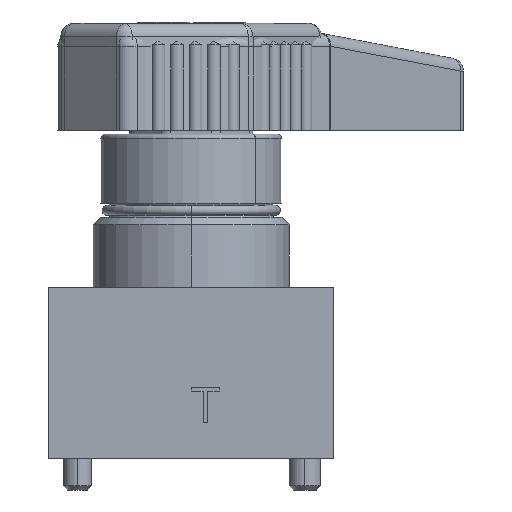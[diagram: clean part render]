
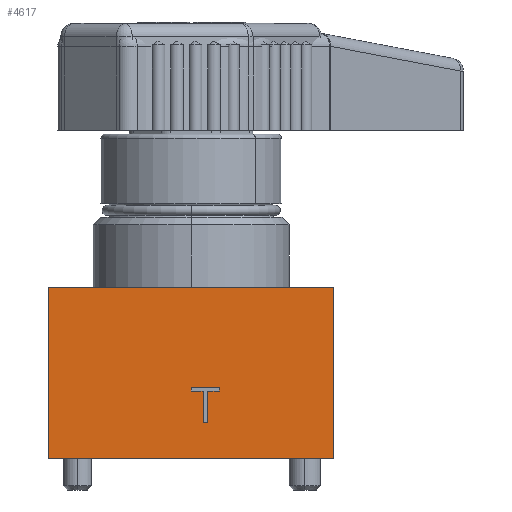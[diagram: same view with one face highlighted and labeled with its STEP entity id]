
A CAD part, front view. The second image highlights one B-rep face of the part: STEP entity #4617.
In plain terms, the highlighted planar face has unit normal (0, -1, 0).
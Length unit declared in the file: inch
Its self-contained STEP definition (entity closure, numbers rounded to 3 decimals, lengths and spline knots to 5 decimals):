
#176=DIRECTION('',(0.,0.,1.));
#177=VECTOR('',#176,1.2);
#178=CARTESIAN_POINT('',(0.,0.,0.));
#179=LINE('',#178,#177);
#240=DIRECTION('',(1.,0.,0.));
#241=VECTOR('',#240,2.);
#242=CARTESIAN_POINT('',(-2.,0.,0.));
#243=LINE('',#242,#241);
#328=DIRECTION('',(0.,0.,-1.));
#329=VECTOR('',#328,1.2);
#330=CARTESIAN_POINT('',(-2.,0.,1.2));
#331=LINE('',#330,#329);
#555=DIRECTION('',(1.,0.,0.));
#556=VECTOR('',#555,2.);
#557=CARTESIAN_POINT('',(-2.,0.,1.2));
#558=LINE('',#557,#556);
#1203=DIRECTION('',(-1.,0.,0.));
#1204=VECTOR('',#1203,0.19792);
#1205=CARTESIAN_POINT('',(-0.80208,0.,0.5));
#1206=LINE('',#1205,#1204);
#1207=DIRECTION('',(0.,0.,-1.));
#1208=VECTOR('',#1207,0.0266);
#1209=CARTESIAN_POINT('',(-1.,0.,0.5));
#1210=LINE('',#1209,#1208);
#1211=DIRECTION('',(1.,0.,0.));
#1212=VECTOR('',#1211,0.08333);
#1213=CARTESIAN_POINT('',(-1.,0.,0.4734));
#1214=LINE('',#1213,#1212);
#1215=DIRECTION('',(0.,0.,-1.));
#1216=VECTOR('',#1215,0.2234);
#1217=CARTESIAN_POINT('',(-0.91667,0.,0.4734));
#1218=LINE('',#1217,#1216);
#1219=DIRECTION('',(1.,0.,0.));
#1220=VECTOR('',#1219,0.03125);
#1221=CARTESIAN_POINT('',(-0.91667,0.,0.25));
#1222=LINE('',#1221,#1220);
#1223=DIRECTION('',(0.,0.,1.));
#1224=VECTOR('',#1223,0.2234);
#1225=CARTESIAN_POINT('',(-0.88542,0.,0.25));
#1226=LINE('',#1225,#1224);
#1227=DIRECTION('',(1.,0.,0.));
#1228=VECTOR('',#1227,0.08333);
#1229=CARTESIAN_POINT('',(-0.88542,0.,0.4734));
#1230=LINE('',#1229,#1228);
#1231=DIRECTION('',(0.,0.,1.));
#1232=VECTOR('',#1231,0.0266);
#1233=CARTESIAN_POINT('',(-0.80208,0.,0.4734));
#1234=LINE('',#1233,#1232);
#2415=CARTESIAN_POINT('',(0.,0.,0.));
#2417=VERTEX_POINT('',#2415);
#2421=CARTESIAN_POINT('',(-2.,0.,0.));
#2422=VERTEX_POINT('',#2421);
#2507=CARTESIAN_POINT('',(-2.,0.,1.2));
#2508=CARTESIAN_POINT('',(0.,0.,1.2));
#2509=VERTEX_POINT('',#2507);
#2510=VERTEX_POINT('',#2508);
#3127=CARTESIAN_POINT('',(-0.80208,0.,0.5));
#3128=CARTESIAN_POINT('',(-1.,0.,0.5));
#3129=VERTEX_POINT('',#3127);
#3130=VERTEX_POINT('',#3128);
#3131=CARTESIAN_POINT('',(-1.,0.,0.4734));
#3132=VERTEX_POINT('',#3131);
#3133=CARTESIAN_POINT('',(-0.91667,0.,0.4734));
#3134=VERTEX_POINT('',#3133);
#3135=CARTESIAN_POINT('',(-0.91667,0.,0.25));
#3136=VERTEX_POINT('',#3135);
#3137=CARTESIAN_POINT('',(-0.88542,0.,0.25));
#3138=VERTEX_POINT('',#3137);
#3139=CARTESIAN_POINT('',(-0.88542,0.,0.4734));
#3140=VERTEX_POINT('',#3139);
#3141=CARTESIAN_POINT('',(-0.80208,0.,0.4734));
#3142=VERTEX_POINT('',#3141);
#4588=CARTESIAN_POINT('',(-2.,0.,0.));
#4589=DIRECTION('',(0.,-1.,0.));
#4590=DIRECTION('',(1.,0.,0.));
#4591=AXIS2_PLACEMENT_3D('',#4588,#4589,#4590);
#4592=PLANE('',#4591);
#4593=ORIENTED_EDGE('',*,*,#3373,.F.);
#4594=ORIENTED_EDGE('',*,*,#3487,.T.);
#4595=ORIENTED_EDGE('',*,*,#3262,.F.);
#4596=ORIENTED_EDGE('',*,*,#3312,.F.);
#4597=EDGE_LOOP('',(#4593,#4594,#4595,#4596));
#4598=FACE_OUTER_BOUND('',#4597,.F.);
#4600=ORIENTED_EDGE('',*,*,#4599,.T.);
#4602=ORIENTED_EDGE('',*,*,#4601,.T.);
#4604=ORIENTED_EDGE('',*,*,#4603,.T.);
#4606=ORIENTED_EDGE('',*,*,#4605,.T.);
#4608=ORIENTED_EDGE('',*,*,#4607,.T.);
#4610=ORIENTED_EDGE('',*,*,#4609,.T.);
#4612=ORIENTED_EDGE('',*,*,#4611,.T.);
#4614=ORIENTED_EDGE('',*,*,#4613,.T.);
#4615=EDGE_LOOP('',(#4600,#4602,#4604,#4606,#4608,#4610,#4612,#4614));
#4616=FACE_BOUND('',#4615,.F.);
#3262=EDGE_CURVE('',#2417,#2510,#179,.T.);
#3312=EDGE_CURVE('',#2422,#2417,#243,.T.);
#3373=EDGE_CURVE('',#2509,#2422,#331,.T.);
#3487=EDGE_CURVE('',#2509,#2510,#558,.T.);
#4599=EDGE_CURVE('',#3129,#3130,#1206,.T.);
#4601=EDGE_CURVE('',#3130,#3132,#1210,.T.);
#4603=EDGE_CURVE('',#3132,#3134,#1214,.T.);
#4605=EDGE_CURVE('',#3134,#3136,#1218,.T.);
#4607=EDGE_CURVE('',#3136,#3138,#1222,.T.);
#4609=EDGE_CURVE('',#3138,#3140,#1226,.T.);
#4611=EDGE_CURVE('',#3140,#3142,#1230,.T.);
#4613=EDGE_CURVE('',#3142,#3129,#1234,.T.);
#4617=ADVANCED_FACE('',(#4598,#4616),#4592,.T.);
